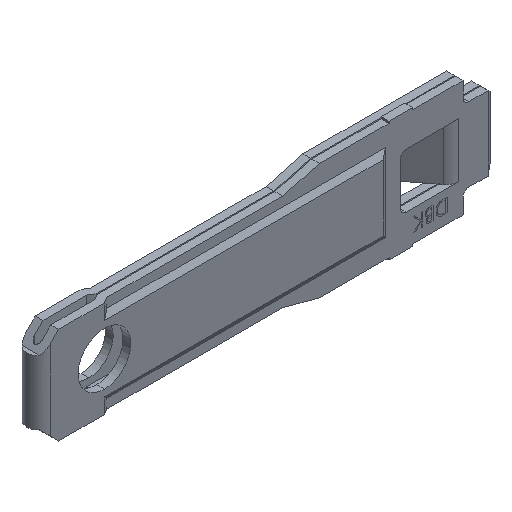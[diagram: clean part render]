
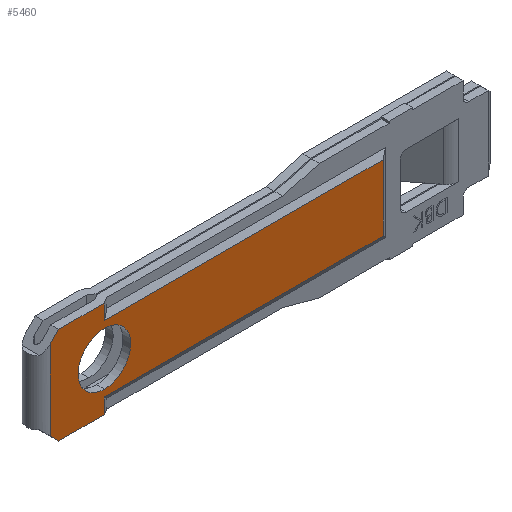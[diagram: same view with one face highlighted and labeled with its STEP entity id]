
A CAD part, isometric view. The second image highlights one B-rep face of the part: STEP entity #5460.
In plain terms, the highlighted planar face has unit normal (0, -1, 0).
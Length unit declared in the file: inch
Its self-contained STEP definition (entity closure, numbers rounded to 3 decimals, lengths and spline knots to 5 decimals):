
#26 = DIRECTION ( 'NONE',  ( 0., 0., 1. ) ) ;
#71 = EDGE_LOOP ( 'NONE', ( #765, #1281 ) ) ;
#89 = EDGE_CURVE ( 'NONE', #2715, #1201, #2150, .T. ) ;
#128 = ORIENTED_EDGE ( 'NONE', *, *, #5183, .T. ) ;
#140 = AXIS2_PLACEMENT_3D ( 'NONE', #490, #3711, #965 ) ;
#234 = CARTESIAN_POINT ( 'NONE',  ( 0.85384, -0.03, 0.1 ) ) ;
#368 = CARTESIAN_POINT ( 'NONE',  ( 0.139, -0.03, 0. ) ) ;
#490 = CARTESIAN_POINT ( 'NONE',  ( 0.139, -0.03, 0. ) ) ;
#596 = CARTESIAN_POINT ( 'NONE',  ( 0., -0.03, 0.124 ) ) ;
#629 = CARTESIAN_POINT ( 'NONE',  ( -0.12587, -0.03, 0.02337 ) ) ;
#662 = CARTESIAN_POINT ( 'NONE',  ( 0.139, -0.03, -0.124 ) ) ;
#669 = VERTEX_POINT ( 'NONE', #5480 ) ;
#765 = ORIENTED_EDGE ( 'NONE', *, *, #89, .F. ) ;
#779 = DIRECTION ( 'NONE',  ( 0., 0., -1. ) ) ;
#810 = CARTESIAN_POINT ( 'NONE',  ( 0., -0.03, 0.14925 ) ) ;
#823 = LINE ( 'NONE', #3532, #5490 ) ;
#836 = VECTOR ( 'NONE', #4482, 39.37008 ) ;
#937 = EDGE_CURVE ( 'NONE', #4278, #2147, #3424, .T. ) ;
#965 = DIRECTION ( 'NONE',  ( 0., 0., -1. ) ) ;
#1056 = EDGE_CURVE ( 'NONE', #3279, #4147, #1492, .T. ) ;
#1072 = AXIS2_PLACEMENT_3D ( 'NONE', #5489, #2812, #26 ) ;
#1074 = DIRECTION ( 'NONE',  ( -1., 0., 0. ) ) ;
#1138 = CARTESIAN_POINT ( 'NONE',  ( 0.85384, -0.03, -0.08484 ) ) ;
#1156 = DIRECTION ( 'NONE',  ( 1., 0., 0. ) ) ;
#1182 = AXIS2_PLACEMENT_3D ( 'NONE', #368, #2306, #2800 ) ;
#1201 = VERTEX_POINT ( 'NONE', #2155 ) ;
#1281 = ORIENTED_EDGE ( 'NONE', *, *, #2213, .F. ) ;
#1322 = CARTESIAN_POINT ( 'NONE',  ( 0., -0.03, -0.1025 ) ) ;
#1360 = CARTESIAN_POINT ( 'NONE',  ( 0.139, -0.03, 0.124 ) ) ;
#1377 = EDGE_CURVE ( 'NONE', #2147, #3205, #2490, .T. ) ;
#1492 = LINE ( 'NONE', #5032, #2559 ) ;
#1521 = FACE_OUTER_BOUND ( 'NONE', #3050, .T. ) ;
#1628 = VECTOR ( 'NONE', #2295, 39.37008 ) ;
#1736 = ORIENTED_EDGE ( 'NONE', *, *, #2098, .T. ) ;
#1752 = DIRECTION ( 'NONE',  ( 0., 0., -1. ) ) ;
#1836 = VECTOR ( 'NONE', #1156, 39.37008 ) ;
#1906 = LINE ( 'NONE', #4541, #1628 ) ;
#2010 = EDGE_CURVE ( 'NONE', #4693, #3279, #823, .T. ) ;
#2036 = VECTOR ( 'NONE', #1074, 39.37008 ) ;
#2098 = EDGE_CURVE ( 'NONE', #669, #5572, #1906, .T. ) ;
#2147 = VERTEX_POINT ( 'NONE', #5000 ) ;
#2150 = CIRCLE ( 'NONE', #1182, 0.0675 ) ;
#2155 = CARTESIAN_POINT ( 'NONE',  ( 0.139, -0.03, 0.0675 ) ) ;
#2213 = EDGE_CURVE ( 'NONE', #1201, #2715, #2689, .T. ) ;
#2250 = LINE ( 'NONE', #4399, #4505 ) ;
#2295 = DIRECTION ( 'NONE',  ( 1., 0., 0. ) ) ;
#2306 = DIRECTION ( 'NONE',  ( 0., -1., 0. ) ) ;
#2355 = PLANE ( 'NONE',  #1072 ) ;
#2360 = EDGE_CURVE ( 'NONE', #4887, #3605, #2905, .T. ) ;
#2371 = VECTOR ( 'NONE', #5608, 39.37008 ) ;
#2490 = LINE ( 'NONE', #810, #4737 ) ;
#2559 = VECTOR ( 'NONE', #4608, 39.37008 ) ;
#2588 = CARTESIAN_POINT ( 'NONE',  ( 0.85384, -0.03, 0.08484 ) ) ;
#2689 = CIRCLE ( 'NONE', #140, 0.0675 ) ;
#2715 = VERTEX_POINT ( 'NONE', #4915 ) ;
#2800 = DIRECTION ( 'NONE',  ( 0., 0., -1. ) ) ;
#2812 = DIRECTION ( 'NONE',  ( 0., 1., 0. ) ) ;
#2905 = LINE ( 'NONE', #5634, #1836 ) ;
#3050 = EDGE_LOOP ( 'NONE', ( #4692, #1736, #5429, #5740, #5142, #5130, #5410, #4985, #128, #4714 ) ) ;
#3205 = VERTEX_POINT ( 'NONE', #1322 ) ;
#3259 = LINE ( 'NONE', #596, #2036 ) ;
#3279 = VERTEX_POINT ( 'NONE', #3659 ) ;
#3424 = LINE ( 'NONE', #4439, #836 ) ;
#3506 = EDGE_CURVE ( 'NONE', #4693, #4278, #3259, .T. ) ;
#3532 = CARTESIAN_POINT ( 'NONE',  ( 0.139, -0.03, 0.14925 ) ) ;
#3590 = LINE ( 'NONE', #629, #2371 ) ;
#3605 = VERTEX_POINT ( 'NONE', #662 ) ;
#3659 = CARTESIAN_POINT ( 'NONE',  ( 0.139, -0.03, 0.08484 ) ) ;
#3711 = DIRECTION ( 'NONE',  ( 0., -1., 0. ) ) ;
#3734 = EDGE_CURVE ( 'NONE', #669, #3605, #2250, .T. ) ;
#3944 = VECTOR ( 'NONE', #4793, 39.37008 ) ;
#4147 = VERTEX_POINT ( 'NONE', #2588 ) ;
#4278 = VERTEX_POINT ( 'NONE', #4627 ) ;
#4399 = CARTESIAN_POINT ( 'NONE',  ( 0.139, -0.03, 0.14925 ) ) ;
#4437 = CARTESIAN_POINT ( 'NONE',  ( 0.0215, -0.03, -0.124 ) ) ;
#4439 = CARTESIAN_POINT ( 'NONE',  ( 0.02337, -0.03, 0.12588 ) ) ;
#4482 = DIRECTION ( 'NONE',  ( -0.707, 0., -0.707 ) ) ;
#4505 = VECTOR ( 'NONE', #4840, 39.37008 ) ;
#4541 = CARTESIAN_POINT ( 'NONE',  ( 0.12033, -0.03, -0.08484 ) ) ;
#4608 = DIRECTION ( 'NONE',  ( 1., 0., 0. ) ) ;
#4627 = CARTESIAN_POINT ( 'NONE',  ( 0.0215, -0.03, 0.124 ) ) ;
#4692 = ORIENTED_EDGE ( 'NONE', *, *, #3734, .F. ) ;
#4693 = VERTEX_POINT ( 'NONE', #1360 ) ;
#4714 = ORIENTED_EDGE ( 'NONE', *, *, #2360, .T. ) ;
#4737 = VECTOR ( 'NONE', #1752, 39.37008 ) ;
#4793 = DIRECTION ( 'NONE',  ( 0., 0., -1. ) ) ;
#4840 = DIRECTION ( 'NONE',  ( 0., 0., -1. ) ) ;
#4887 = VERTEX_POINT ( 'NONE', #4437 ) ;
#4915 = CARTESIAN_POINT ( 'NONE',  ( 0.139, -0.03, -0.0675 ) ) ;
#4964 = FACE_BOUND ( 'NONE', #71, .T. ) ;
#4985 = ORIENTED_EDGE ( 'NONE', *, *, #1377, .T. ) ;
#5000 = CARTESIAN_POINT ( 'NONE',  ( 0., -0.03, 0.1025 ) ) ;
#5032 = CARTESIAN_POINT ( 'NONE',  ( 0.12033, -0.03, 0.08484 ) ) ;
#5109 = LINE ( 'NONE', #234, #3944 ) ;
#5130 = ORIENTED_EDGE ( 'NONE', *, *, #3506, .T. ) ;
#5142 = ORIENTED_EDGE ( 'NONE', *, *, #2010, .F. ) ;
#5183 = EDGE_CURVE ( 'NONE', #3205, #4887, #3590, .T. ) ;
#5402 = EDGE_CURVE ( 'NONE', #4147, #5572, #5109, .T. ) ;
#5410 = ORIENTED_EDGE ( 'NONE', *, *, #937, .T. ) ;
#5429 = ORIENTED_EDGE ( 'NONE', *, *, #5402, .F. ) ;
#5460 = ADVANCED_FACE ( 'NONE', ( #4964, #1521 ), #2355, .F. ) ;
#5480 = CARTESIAN_POINT ( 'NONE',  ( 0.139, -0.03, -0.08484 ) ) ;
#5489 = CARTESIAN_POINT ( 'NONE',  ( 0., -0.03, 0.14925 ) ) ;
#5490 = VECTOR ( 'NONE', #779, 39.37008 ) ;
#5572 = VERTEX_POINT ( 'NONE', #1138 ) ;
#5608 = DIRECTION ( 'NONE',  ( 0.707, 0., -0.707 ) ) ;
#5634 = CARTESIAN_POINT ( 'NONE',  ( 0., -0.03, -0.124 ) ) ;
#5740 = ORIENTED_EDGE ( 'NONE', *, *, #1056, .F. ) ;
